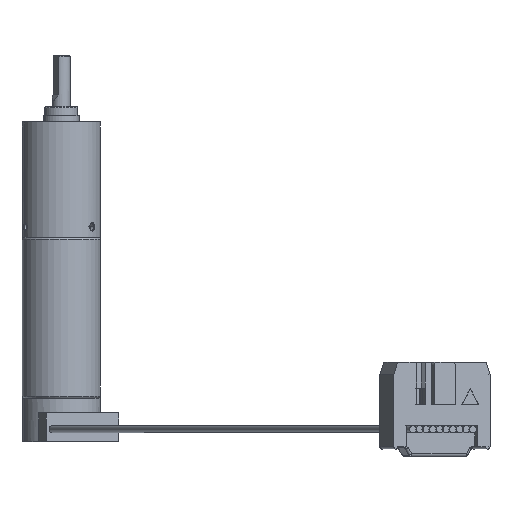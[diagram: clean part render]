
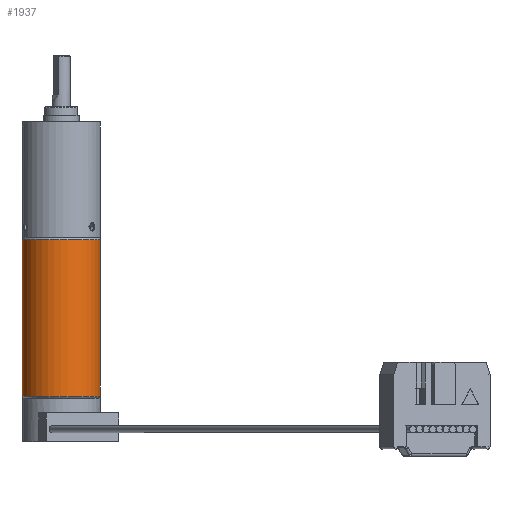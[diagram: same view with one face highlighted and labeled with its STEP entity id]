
A CAD part, front view. The second image highlights one B-rep face of the part: STEP entity #1937.
In plain terms, the highlighted cylindrical face has radius 6.5 mm (diameter 13 mm), a partial arc.
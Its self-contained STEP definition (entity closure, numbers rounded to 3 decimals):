
#167 = ORIENTED_EDGE ( 'NONE', *, *, #4400, .F. ) ;
#175 = CARTESIAN_POINT ( 'NONE',  ( 25.757, -0.916, -14.9 ) ) ;
#481 = DIRECTION ( 'NONE',  ( 0., 0., -1. ) ) ;
#838 = CIRCLE ( 'NONE', #6657, 6.5 ) ;
#1035 = DIRECTION ( 'NONE',  ( 0., 0., 1. ) ) ;
#1324 = CIRCLE ( 'NONE', #3865, 6.5 ) ;
#1488 = DIRECTION ( 'NONE',  ( 0., 0., 1. ) ) ;
#1493 = ORIENTED_EDGE ( 'NONE', *, *, #2176, .T. ) ;
#1533 = CARTESIAN_POINT ( 'NONE',  ( 25.757, -0.916, -13.02 ) ) ;
#1832 = ORIENTED_EDGE ( 'NONE', *, *, #3021, .T. ) ;
#1935 = CARTESIAN_POINT ( 'NONE',  ( 38.757, -0.916, -13.02 ) ) ;
#1937 = ADVANCED_FACE ( 'NONE', ( #4390 ), #2720, .T. ) ;
#2081 = LINE ( 'NONE', #175, #3570 ) ;
#2112 = VECTOR ( 'NONE', #4535, 1000. ) ;
#2176 = EDGE_CURVE ( 'NONE', #7442, #3938, #1324, .T. ) ;
#2351 = AXIS2_PLACEMENT_3D ( 'NONE', #2868, #7269, #6647 ) ;
#2647 = CARTESIAN_POINT ( 'NONE',  ( 38.757, -0.916, -14.9 ) ) ;
#2720 = CYLINDRICAL_SURFACE ( 'NONE', #2351, 6.5 ) ;
#2868 = CARTESIAN_POINT ( 'NONE',  ( 32.257, -0.916, -14.9 ) ) ;
#3021 = EDGE_CURVE ( 'NONE', #7268, #7442, #3786, .T. ) ;
#3357 = CARTESIAN_POINT ( 'NONE',  ( 38.757, -0.916, 12.92 ) ) ;
#3539 = VERTEX_POINT ( 'NONE', #1533 ) ;
#3570 = VECTOR ( 'NONE', #1488, 1000. ) ;
#3786 = LINE ( 'NONE', #2647, #2112 ) ;
#3865 = AXIS2_PLACEMENT_3D ( 'NONE', #4269, #481, #4896 ) ;
#3878 = EDGE_LOOP ( 'NONE', ( #167, #7651, #1832, #1493 ) ) ;
#3938 = VERTEX_POINT ( 'NONE', #7430 ) ;
#4269 = CARTESIAN_POINT ( 'NONE',  ( 32.257, -0.916, 12.92 ) ) ;
#4390 = FACE_OUTER_BOUND ( 'NONE', #3878, .T. ) ;
#4400 = EDGE_CURVE ( 'NONE', #3539, #3938, #2081, .T. ) ;
#4535 = DIRECTION ( 'NONE',  ( 0., 0., 1. ) ) ;
#4799 = CARTESIAN_POINT ( 'NONE',  ( 32.257, -0.916, -13.02 ) ) ;
#4896 = DIRECTION ( 'NONE',  ( 1., 0., 0. ) ) ;
#5443 = DIRECTION ( 'NONE',  ( -1., 0., 0. ) ) ;
#6647 = DIRECTION ( 'NONE',  ( 1., 0., 0. ) ) ;
#6657 = AXIS2_PLACEMENT_3D ( 'NONE', #4799, #1035, #5443 ) ;
#7003 = EDGE_CURVE ( 'NONE', #3539, #7268, #838, .T. ) ;
#7268 = VERTEX_POINT ( 'NONE', #1935 ) ;
#7269 = DIRECTION ( 'NONE',  ( 0., 0., 1. ) ) ;
#7430 = CARTESIAN_POINT ( 'NONE',  ( 25.757, -0.916, 12.92 ) ) ;
#7442 = VERTEX_POINT ( 'NONE', #3357 ) ;
#7651 = ORIENTED_EDGE ( 'NONE', *, *, #7003, .T. ) ;
